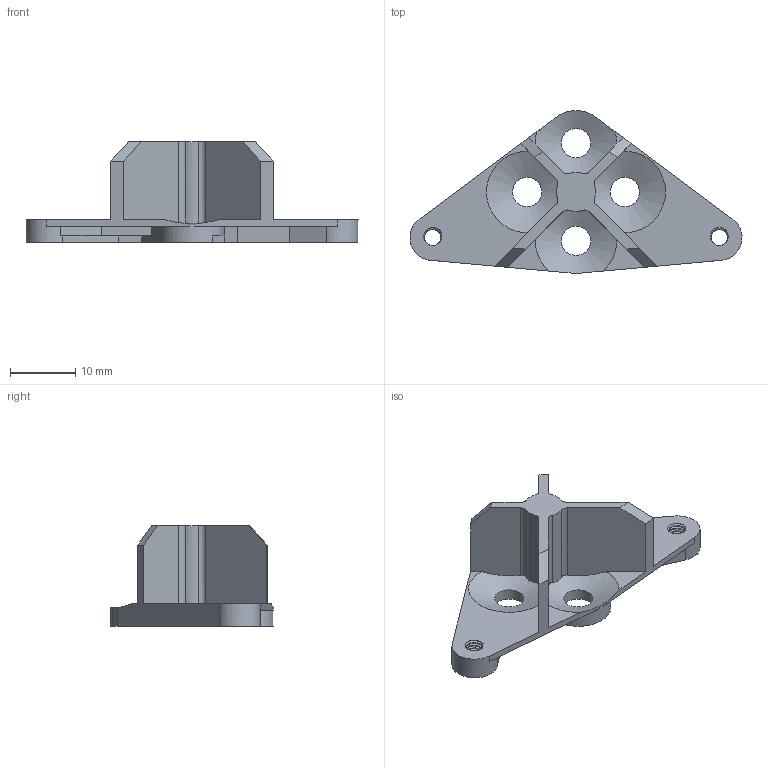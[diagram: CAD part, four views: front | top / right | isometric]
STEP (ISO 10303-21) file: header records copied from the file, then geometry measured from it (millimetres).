
FILE_DESCRIPTION(/* description */ (''),/* implementation_level */ '2;1');
FILE_NAME(/* name */ 'SolarDivider.step',/* time_stamp */ '2022-03-04T09:40:09+00:00',/* author */ (''),/* organization */ (''),/* preprocessor_version */ 'ST-DEVELOPER v18.1',/* originating_system */ 'Autodesk Translation Framework v10.13.0.1454',/* authorisation */ '');
FILE_SCHEMA (('AUTOMOTIVE_DESIGN { 1 0 10303 214 3 1 1 }'));
Length unit declared in the file: millimetre
Products named in the file (2): Solar Tracker; SolarDivider
Assembly tree (1 placements, depth 2):
  Solar Tracker
    SolarDivider
Bounding box: 50.98 x 25 x 15.5 mm (x, y, z)
Volume: 2819.6 mm3; surface area: 3515.4 mm2
Topology: 1 solids, 1 shells, 154 faces, 464 edges, 309 vertices
Faces by surface type: cylinder 104, plane 40, bspline 6, cone 4
Full cylindrical faces by diameter (mm): 2.529 x18, 3.086 x8, 4.5 x4
Entity records: 10432 total; most frequent: CARTESIAN_POINT 6566, ORIENTED_EDGE 928, DIRECTION 620, EDGE_CURVE 464, VERTEX_POINT 309, AXIS2_PLACEMENT_3D 210, LINE 200, VECTOR 200
